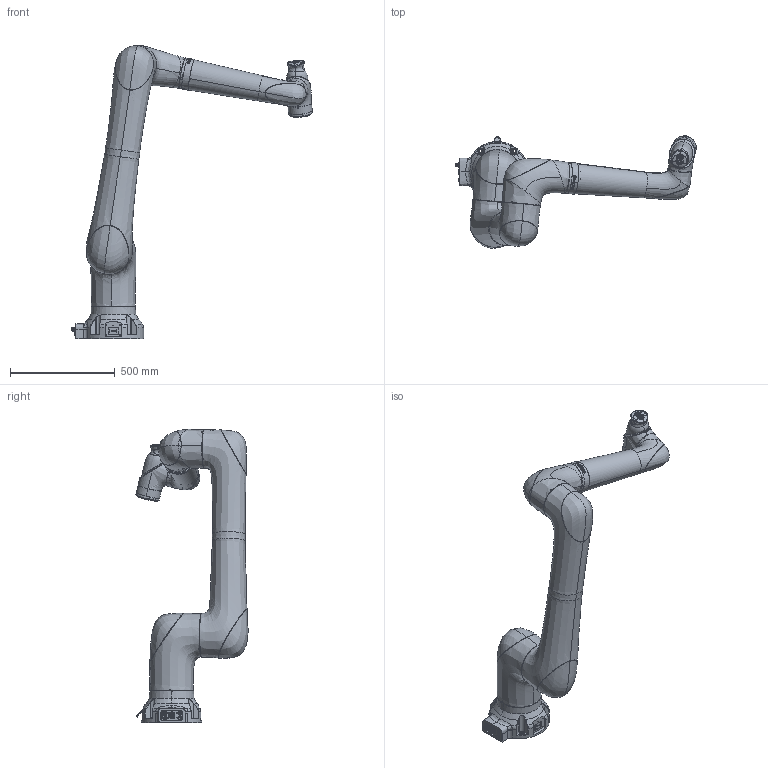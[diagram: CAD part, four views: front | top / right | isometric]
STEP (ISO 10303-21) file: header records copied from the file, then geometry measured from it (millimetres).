
FILE_DESCRIPTION (( 'STEP AP214' ), '1' );
FILE_NAME ('Auctech ACR20-1798.STEP', '2024-08-07T02:44:59', ( '' ), ( '' ), 'SwSTEP 2.0', 'SolidWorks 2023', '' );
FILE_SCHEMA (( 'AUTOMOTIVE_DESIGN' ));
Length unit declared in the file: millimetre
Products named in the file (8): ACR20-R1798_J3; Auctech ACR20-1798; ACR20-R1798_J5; ACR20-R1798_J4; ACR20-R1798_J2; ACR20-R1798_J6; ACR20-R1798_J1; ACR20-R1798_toolflange
Assembly tree (7 placements, depth 2):
  Auctech ACR20-1798
    ACR20-R1798_J1
    ACR20-R1798_J2
    ACR20-R1798_J3
    ACR20-R1798_J4
    ACR20-R1798_J5
    ACR20-R1798_J6
    ACR20-R1798_toolflange
Bounding box: 1151.48 x 535.84 x 1402.71 mm (x, y, z)
Volume: 68879469 mm3; surface area: 2031689.6 mm2
Topology: 23 solids, 51 shells, 3904 faces, 10082 edges, 6337 vertices
Faces by surface type: plane 1788, cylinder 919, bspline 689, cone 333, torus 128, sphere 47
Entity records: 260405 total; most frequent: CARTESIAN_POINT 170870, ORIENTED_EDGE 19944, DIRECTION 16243, EDGE_CURVE 9972, VERTEX_POINT 6334, AXIS2_PLACEMENT_3D 5471, LINE 5301, VECTOR 5301
